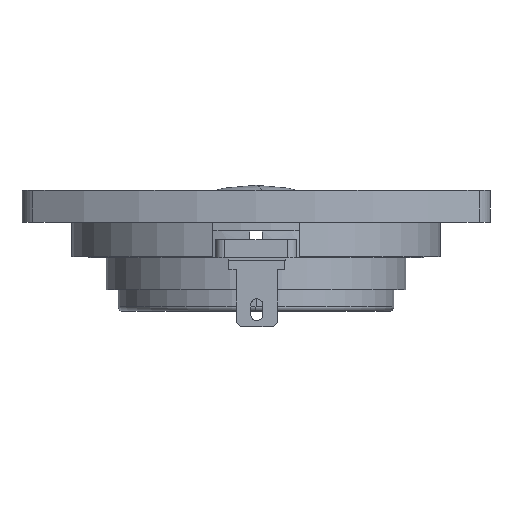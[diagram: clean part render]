
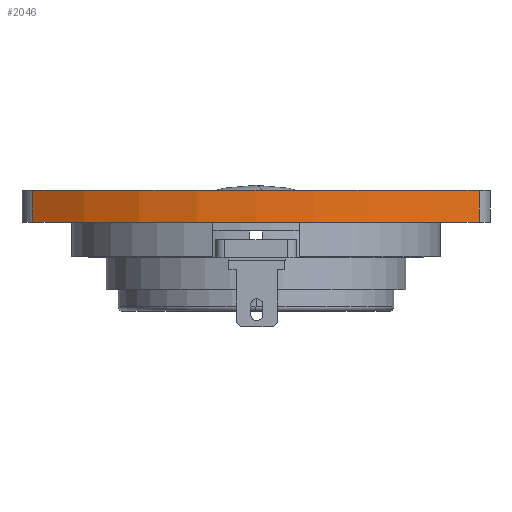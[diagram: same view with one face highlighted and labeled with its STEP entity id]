
A CAD part, left-side view. The second image highlights one B-rep face of the part: STEP entity #2046.
In plain terms, the highlighted cylindrical face has radius 44.426 mm (diameter 88.853 mm), a partial arc.
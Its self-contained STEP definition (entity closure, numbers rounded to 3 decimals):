
#92 = DIRECTION ( 'NONE',  ( 0., 0., 1. ) ) ;
#347 = CARTESIAN_POINT ( 'NONE',  ( 9.176, 0., 11.5 ) ) ;
#384 = DIRECTION ( 'NONE',  ( 0., -1., 0. ) ) ;
#539 = CARTESIAN_POINT ( 'NONE',  ( -26.92, -25.899, 7.8 ) ) ;
#557 = EDGE_CURVE ( 'NONE', #5085, #4912, #6097, .T. ) ;
#911 = AXIS2_PLACEMENT_3D ( 'NONE', #5849, #6320, #5219 ) ;
#945 = ORIENTED_EDGE ( 'NONE', *, *, #557, .F. ) ;
#998 = ORIENTED_EDGE ( 'NONE', *, *, #3628, .T. ) ;
#1188 = CIRCLE ( 'NONE', #1514, 44.426 ) ;
#1514 = AXIS2_PLACEMENT_3D ( 'NONE', #347, #3347, #384 ) ;
#1671 = VERTEX_POINT ( 'NONE', #2547 ) ;
#1830 = ORIENTED_EDGE ( 'NONE', *, *, #2210, .T. ) ;
#1983 = CYLINDRICAL_SURFACE ( 'NONE', #4773, 44.426 ) ;
#2046 = ADVANCED_FACE ( 'NONE', ( #6202 ), #1983, .T. ) ;
#2210 = EDGE_CURVE ( 'NONE', #4609, #4912, #1188, .T. ) ;
#2506 = VECTOR ( 'NONE', #4999, 1000. ) ;
#2547 = CARTESIAN_POINT ( 'NONE',  ( -26.92, -25.899, 7.8 ) ) ;
#2762 = EDGE_CURVE ( 'NONE', #1671, #5085, #6396, .T. ) ;
#3184 = ORIENTED_EDGE ( 'NONE', *, *, #2762, .F. ) ;
#3347 = DIRECTION ( 'NONE',  ( 0., 0., -1. ) ) ;
#3628 = EDGE_CURVE ( 'NONE', #1671, #4609, #5791, .T. ) ;
#3635 = EDGE_LOOP ( 'NONE', ( #1830, #945, #3184, #998 ) ) ;
#3881 = CARTESIAN_POINT ( 'NONE',  ( -26.92, 25.899, 7.8 ) ) ;
#4110 = DIRECTION ( 'NONE',  ( 0., 0., 1. ) ) ;
#4137 = VECTOR ( 'NONE', #92, 1000. ) ;
#4609 = VERTEX_POINT ( 'NONE', #6093 ) ;
#4644 = DIRECTION ( 'NONE',  ( 0., 1., 0. ) ) ;
#4773 = AXIS2_PLACEMENT_3D ( 'NONE', #5208, #4110, #4644 ) ;
#4912 = VERTEX_POINT ( 'NONE', #6085 ) ;
#4999 = DIRECTION ( 'NONE',  ( 0., 0., 1. ) ) ;
#5085 = VERTEX_POINT ( 'NONE', #3881 ) ;
#5208 = CARTESIAN_POINT ( 'NONE',  ( 9.176, 0., 7.8 ) ) ;
#5219 = DIRECTION ( 'NONE',  ( 0., -1., 0. ) ) ;
#5577 = CARTESIAN_POINT ( 'NONE',  ( -26.92, 25.899, 7.8 ) ) ;
#5791 = LINE ( 'NONE', #539, #4137 ) ;
#5849 = CARTESIAN_POINT ( 'NONE',  ( 9.176, 0., 7.8 ) ) ;
#6085 = CARTESIAN_POINT ( 'NONE',  ( -26.92, 25.899, 11.5 ) ) ;
#6093 = CARTESIAN_POINT ( 'NONE',  ( -26.92, -25.899, 11.5 ) ) ;
#6097 = LINE ( 'NONE', #5577, #2506 ) ;
#6202 = FACE_OUTER_BOUND ( 'NONE', #3635, .T. ) ;
#6320 = DIRECTION ( 'NONE',  ( 0., 0., -1. ) ) ;
#6396 = CIRCLE ( 'NONE', #911, 44.426 ) ;
